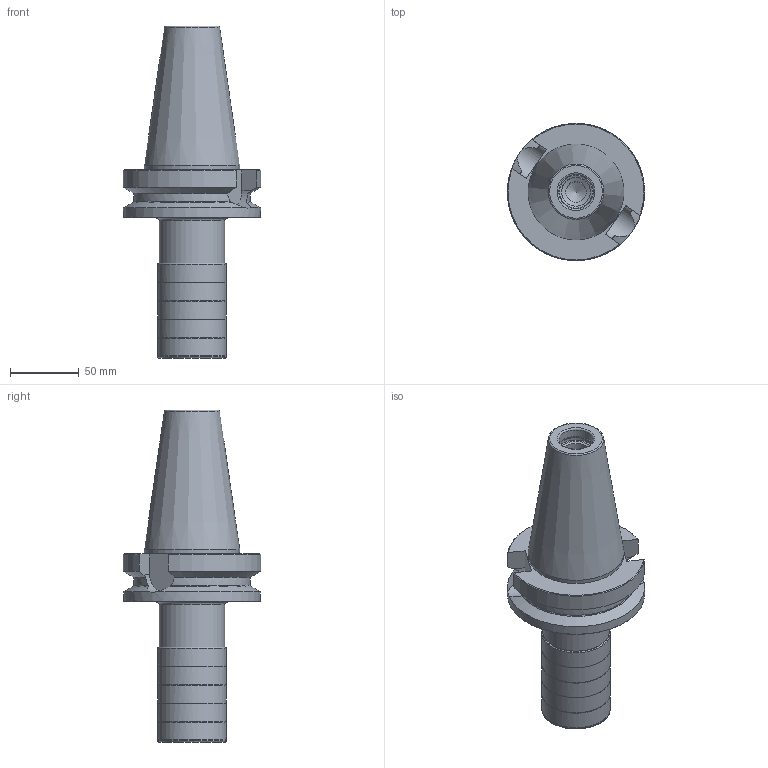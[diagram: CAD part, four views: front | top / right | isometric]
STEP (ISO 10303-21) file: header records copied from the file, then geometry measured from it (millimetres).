
FILE_DESCRIPTION(/* description */ (''),/* implementation_level */ '2;1');
FILE_NAME(/* name */ '202761727ndi000_00.stp',/* time_stamp */ '2019-12-17T12:00:45+01:00',/* author */ (''),/* organization */ (''),/* preprocessor_version */ 'ST-DEVELOPER v16.7',/* originating_system */ 'SIEMENS PLM Software NX 12.0',/* authorisation */ '');
FILE_SCHEMA (('AUTOMOTIVE_DESIGN { 1 0 10303 214 3 1 1 1 }'));
Length unit declared in the file: millimetre
Products named in the file (1): mp540430E42Dnnsi
Bounding box: 100 x 100 x 241.8 mm (x, y, z)
Volume: 717567.4 mm3; surface area: 89799.1 mm2
Topology: 2 solids, 2 shells, 85 faces, 206 edges, 127 vertices
Faces by surface type: revolution 31, cone 19, plane 12, cylinder 12, torus 11
Full cylindrical faces by diameter (mm): 15 x1, 21 x1, 25 x1, 27 x1, 48 x1, 100 x1
Entity records: 2594 total; most frequent: CARTESIAN_POINT 976, DIRECTION 297, ORIENTED_EDGE 254, EDGE_LOOP 146, EDGE_CURVE 127, FACE_BOUND 124, AXIS2_PLACEMENT_3D 124, VERTEX_POINT 106
